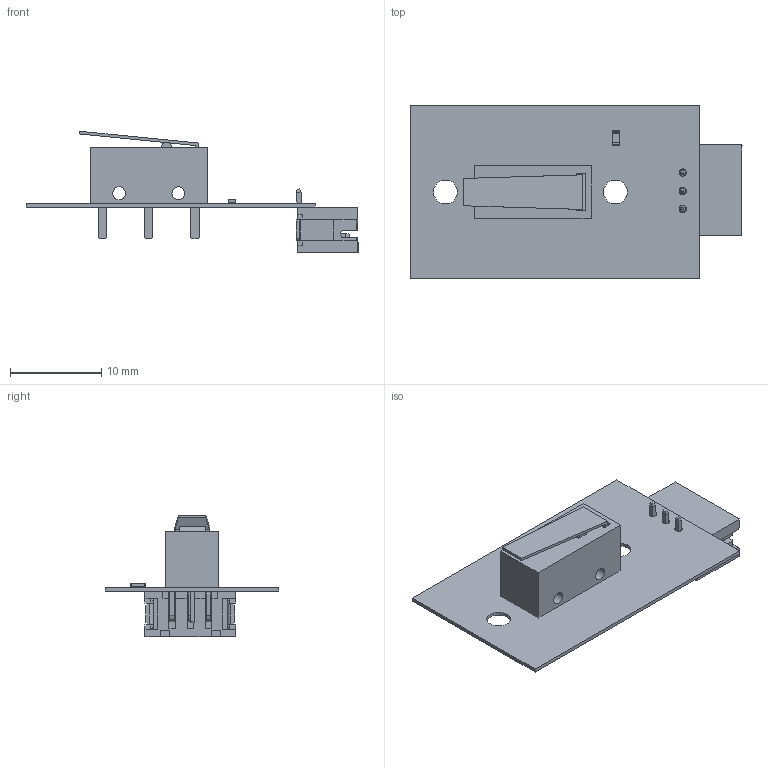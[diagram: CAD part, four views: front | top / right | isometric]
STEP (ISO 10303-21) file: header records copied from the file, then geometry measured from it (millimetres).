
FILE_DESCRIPTION(('Open CASCADE Model'),'2;1');
FILE_NAME('Open CASCADE Shape Model','2024-06-19T18:15:30',('Author'),( 'Open CASCADE'),'Open CASCADE STEP processor 7.5','Open CASCADE 7.5' ,'Unknown');
FILE_SCHEMA(('AUTOMOTIVE_DESIGN { 1 0 10303 214 1 1 1 1 }'));
Length unit declared in the file: millimetre
Products named in the file (12): PCB; Board; Open CASCADE STEP translator 7.5 2.1.1; J1; 3pin_jst; S1; button_sensor; Open CASCADE STEP translator 7.5 2.3.1.1; Open CASCADE STEP translator 7.5 2.3.1.2; Open CASCADE STEP translator 7.5 2.3.1.3; R1; 0603_res
Assembly tree (11 placements, depth 4):
  PCB
    Board
      Open CASCADE STEP translator 7.5 2.1.1
    J1
      3pin_jst
    S1
      button_sensor
        Open CASCADE STEP translator 7.5 2.3.1.1
        Open CASCADE STEP translator 7.5 2.3.1.2
        Open CASCADE STEP translator 7.5 2.3.1.3
    R1
      0603_res
Bounding box: 36.42 x 19.05 x 13.34 mm (x, y, z)
Volume: 879.4 mm3; surface area: 2463.1 mm2
Topology: 12 solids, 12 shells, 379 faces, 960 edges, 608 vertices
Faces by surface type: plane 336, cylinder 43
Full cylindrical faces by diameter (mm): 0.812 x3, 1.194 x3, 2.616 x2
Entity records: 11607 total; most frequent: CARTESIAN_POINT 1959, ORIENTED_EDGE 1920, DIRECTION 1828, EDGE_CURVE 960, LINE 874, VECTOR 874, VERTEX_POINT 608, AXIS2_PLACEMENT_3D 477
